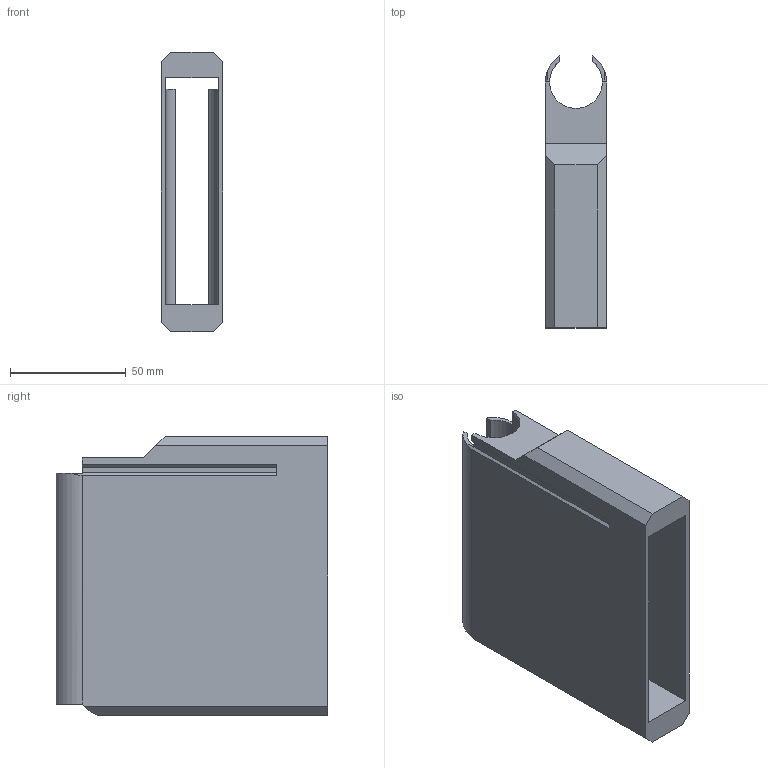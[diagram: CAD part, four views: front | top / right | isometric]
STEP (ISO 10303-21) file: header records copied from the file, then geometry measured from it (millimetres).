
FILE_DESCRIPTION(/* description */ ('Alibre Inc.'),/* implementation_level */ '2;1');
FILE_NAME(/* name */ 'export0',/* time_stamp */ '2018-04-03T08:19:00-04:00',/* author */ (''),/* organization */ (''),/* preprocessor_version */ 'ST-DEVELOPER v10',/* originating_system */ 'Alibre',/* authorisation */ '');
FILE_SCHEMA (('CONFIG_CONTROL_DESIGN'));
Length unit declared in the file: centimetre
Products named in the file (1): ID_1
Bounding box: 26.5 x 117.25 x 120.5 mm (x, y, z)
Volume: 90958.1 mm3; surface area: 62179.5 mm2
Topology: 1 solids, 1 shells, 46 faces, 123 edges, 80 vertices
Faces by surface type: plane 42, cylinder 4
Entity records: 1404 total; most frequent: ORIENTED_EDGE 246, CARTESIAN_POINT 235, DIRECTION 173, EDGE_CURVE 123, VECTOR 99, LINE 99, VERTEX_POINT 80, AXIS2_PLACEMENT_3D 56
